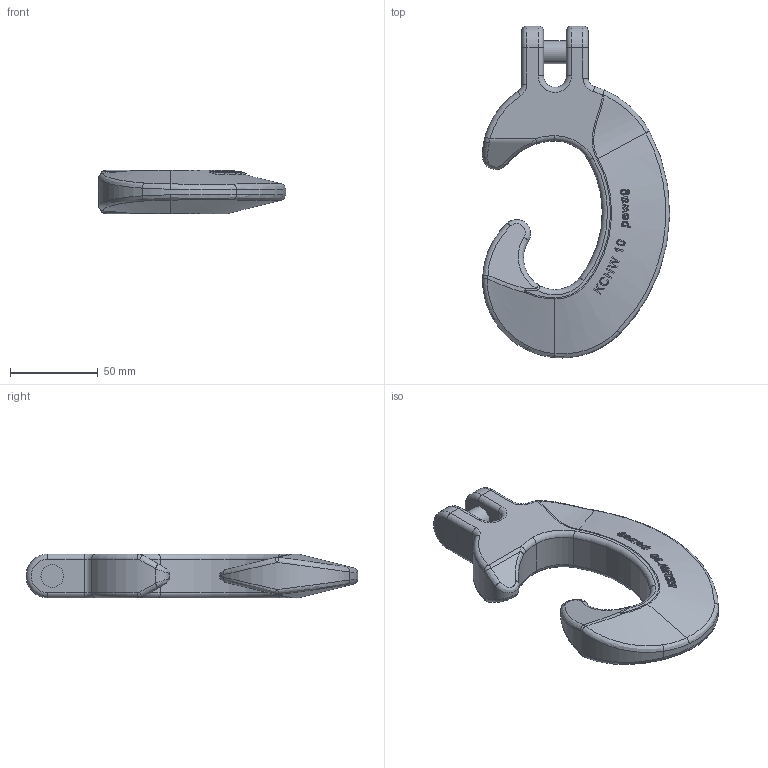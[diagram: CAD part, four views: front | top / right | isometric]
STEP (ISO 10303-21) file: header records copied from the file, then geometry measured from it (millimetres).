
FILE_DESCRIPTION(/* description */ (''),/* implementation_level */ '2;1');
FILE_NAME(/* name */ 'pewag_KCHW_10',/* time_stamp */ '2010-02-02T14:13:43+01:00',/* author */ (''),/* organization */ (''),/* preprocessor_version */ 'ST-DEVELOPER v9',/* originating_system */ 'UGS - NX 4.0',/* authorisation */ '');
FILE_SCHEMA (('AUTOMOTIVE_DESIGN { 1 0 10303 214 1 1 1 1 }'));
Length unit declared in the file: millimetre
Products named in the file (1): rit42147aeb
Bounding box: 106.98 x 189.5 x 25 mm (x, y, z)
Volume: 201321 mm3; surface area: 35732.6 mm2
Topology: 2 solids, 2 shells, 287 faces, 736 edges, 469 vertices
Faces by surface type: plane 94, extrusion 89, bspline 51, cylinder 31, torus 22
Full cylindrical faces by diameter (mm): 13 x3
Entity records: 12155 total; most frequent: CARTESIAN_POINT 6058, ORIENTED_EDGE 1464, DIRECTION 849, EDGE_CURVE 732, B_SPLINE_CURVE_WITH_KNOTS 487, VERTEX_POINT 468, EDGE_LOOP 310, VECTOR 293
